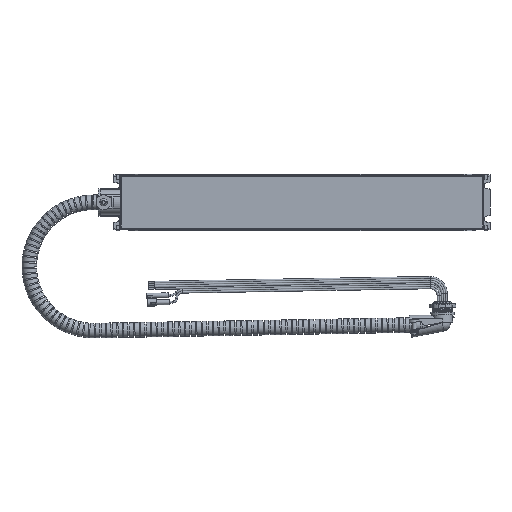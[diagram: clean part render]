
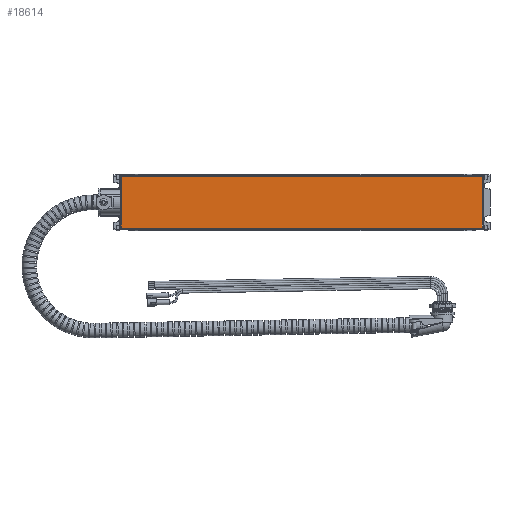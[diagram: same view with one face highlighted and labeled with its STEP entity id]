
A CAD part, top view. The second image highlights one B-rep face of the part: STEP entity #18614.
In plain terms, the highlighted planar face has unit normal (0, 0, 1).
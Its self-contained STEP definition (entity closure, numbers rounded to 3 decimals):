
#1484=PLANE('',#20072);
#2302=FACE_OUTER_BOUND('',#3561,.T.);
#3561=EDGE_LOOP('',(#14783,#14784,#14785,#14786,#14787,#14788,#14789,#14790));
#5646=LINE('',#29013,#7034);
#5650=LINE('',#29025,#7038);
#5655=LINE('',#29035,#7043);
#5801=LINE('',#29367,#7189);
#5802=LINE('',#29370,#7190);
#5803=LINE('',#29371,#7191);
#5804=LINE('',#29372,#7192);
#5805=LINE('',#29373,#7193);
#7034=VECTOR('',#23174,39.37);
#7038=VECTOR('',#23184,39.37);
#7043=VECTOR('',#23195,39.37);
#7189=VECTOR('',#23483,39.37);
#7190=VECTOR('',#23486,39.37);
#7191=VECTOR('',#23487,39.37);
#7192=VECTOR('',#23488,39.37);
#7193=VECTOR('',#23489,39.37);
#9127=VERTEX_POINT('',#28857);
#9142=VERTEX_POINT('',#28895);
#9160=VERTEX_POINT('',#28964);
#9173=VERTEX_POINT('',#28994);
#9180=VERTEX_POINT('',#29012);
#9185=VERTEX_POINT('',#29023);
#9302=VERTEX_POINT('',#29365);
#9303=VERTEX_POINT('',#29369);
#11246=EDGE_CURVE('',#9180,#9127,#5646,.T.);
#11252=EDGE_CURVE('',#9173,#9185,#5650,.T.);
#11258=EDGE_CURVE('',#9127,#9173,#5655,.T.);
#11428=EDGE_CURVE('',#9142,#9302,#5801,.T.);
#11429=EDGE_CURVE('',#9185,#9303,#5802,.T.);
#11430=EDGE_CURVE('',#9303,#9160,#5803,.T.);
#11431=EDGE_CURVE('',#9160,#9142,#5804,.T.);
#11432=EDGE_CURVE('',#9302,#9180,#5805,.T.);
#14783=ORIENTED_EDGE('',*,*,#11429,.T.);
#14784=ORIENTED_EDGE('',*,*,#11430,.T.);
#14785=ORIENTED_EDGE('',*,*,#11431,.T.);
#14786=ORIENTED_EDGE('',*,*,#11428,.T.);
#14787=ORIENTED_EDGE('',*,*,#11432,.T.);
#14788=ORIENTED_EDGE('',*,*,#11246,.T.);
#14789=ORIENTED_EDGE('',*,*,#11258,.T.);
#14790=ORIENTED_EDGE('',*,*,#11252,.T.);
#18614=ADVANCED_FACE('',(#2302),#1484,.T.);
#20072=AXIS2_PLACEMENT_3D('',#29368,#23484,#23485);
#23174=DIRECTION('',(0.,1.,0.));
#23184=DIRECTION('',(0.,1.,0.));
#23195=DIRECTION('',(0.,1.,0.));
#23483=DIRECTION('',(0.,-1.,0.));
#23484=DIRECTION('center_axis',(0.,0.,
1.));
#23485=DIRECTION('ref_axis',(-1.,0.,0.));
#23486=DIRECTION('',(-1.,0.,0.));
#23487=DIRECTION('',(0.,-1.,0.));
#23488=DIRECTION('',(0.,-1.,0.));
#23489=DIRECTION('',(1.,0.,0.));
#28857=CARTESIAN_POINT('',(7.39,-1.053,1.176));
#28895=CARTESIAN_POINT('',(-7.39,-1.053,1.176));
#28964=CARTESIAN_POINT('',(-7.39,1.053,1.176));
#28994=CARTESIAN_POINT('',(7.39,1.053,1.176));
#29012=CARTESIAN_POINT('',(7.39,-1.061,1.176));
#29013=CARTESIAN_POINT('',(7.39,-1.093,1.176));
#29023=CARTESIAN_POINT('',(7.39,1.061,1.176));
#29025=CARTESIAN_POINT('',(7.39,-1.093,1.176));
#29035=CARTESIAN_POINT('',(7.39,-1.053,1.176));
#29365=CARTESIAN_POINT('',(-7.39,-1.061,1.176));
#29367=CARTESIAN_POINT('',(-7.39,1.093,1.176));
#29368=CARTESIAN_POINT('Origin',(-0.11,0.,1.176));
#29369=CARTESIAN_POINT('',(-7.39,1.061,1.176));
#29370=CARTESIAN_POINT('',(7.17,1.061,1.176));
#29371=CARTESIAN_POINT('',(-7.39,1.093,1.176));
#29372=CARTESIAN_POINT('',(-7.39,1.053,1.176));
#29373=CARTESIAN_POINT('',(-7.39,-1.061,1.176));
